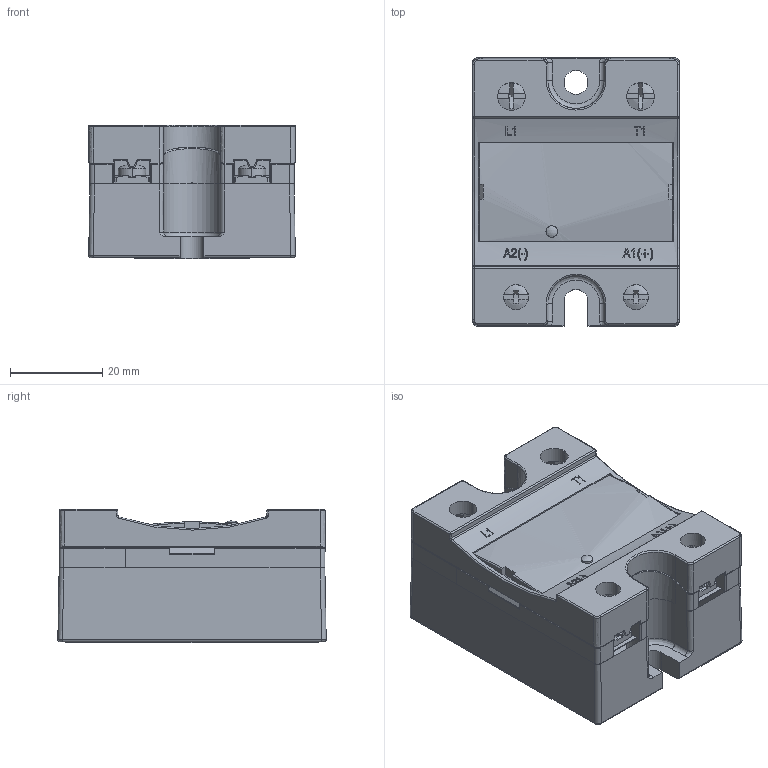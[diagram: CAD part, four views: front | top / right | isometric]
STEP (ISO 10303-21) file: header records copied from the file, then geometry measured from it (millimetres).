
FILE_DESCRIPTION((''),'2;1');
FILE_NAME('CGI0999-00.stp','2012-08-07T14:28:05',(''),(''),'Mechanical Desktop 2009','Mechanical Desktop 2009',', , ');
FILE_SCHEMA(('CONFIG_CONTROL_DESIGN'));
Length unit declared in the file: millimetre
Products named in the file (2): Product; CGI0999
Assembly tree (1 placements, depth 2):
  Product
    CGI0999
Bounding box: 44.8 x 58.18 x 28.9 mm (x, y, z)
Volume: 59823.8 mm3; surface area: 17025.6 mm2
Topology: 1 solids, 4 shells, 1010 faces, 2800 edges, 1802 vertices
Faces by surface type: plane 503, bspline 342, cylinder 128, torus 17, cone 10, sphere 10
Entity records: 36841 total; most frequent: CARTESIAN_POINT 11531, ORIENTED_EDGE 5588, DIRECTION 4952, EDGE_CURVE 2794, VERTEX_POINT 1802, VECTOR 1694, LINE 1694, AXIS2_PLACEMENT_3D 1629
